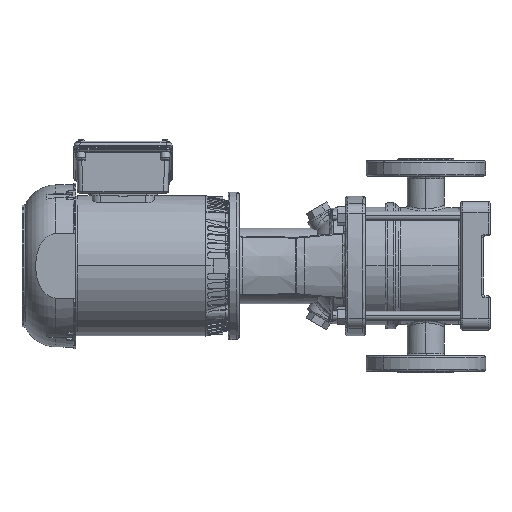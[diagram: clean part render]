
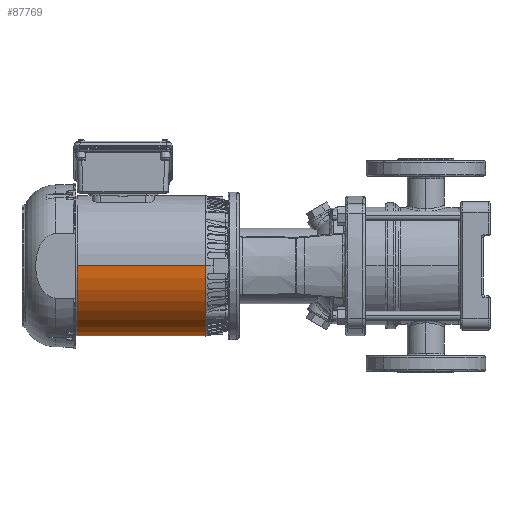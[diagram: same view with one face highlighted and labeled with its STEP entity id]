
A CAD part, left-side view. The second image highlights one B-rep face of the part: STEP entity #87769.
In plain terms, the highlighted cylindrical face has radius 81.875 mm (diameter 163.75 mm), a partial arc.
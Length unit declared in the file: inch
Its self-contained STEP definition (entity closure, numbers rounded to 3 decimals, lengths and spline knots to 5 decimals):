
#5288 = CIRCLE ( 'NONE', #76971, 3.22343 ) ;
#5363 = VECTOR ( 'NONE', #49888, 39.37008 ) ;
#6272 = EDGE_CURVE ( 'NONE', #28272, #75100, #5288, .T. ) ;
#8160 = CYLINDRICAL_SURFACE ( 'NONE', #54721, 3.22343 ) ;
#8592 = DIRECTION ( 'NONE',  ( 0., 1., 0. ) ) ;
#8805 = ORIENTED_EDGE ( 'NONE', *, *, #6272, .T. ) ;
#9572 = VERTEX_POINT ( 'NONE', #26979 ) ;
#12526 = DIRECTION ( 'NONE',  ( -1., 0., 0. ) ) ;
#16481 = LINE ( 'NONE', #50985, #5363 ) ;
#18238 = EDGE_CURVE ( 'NONE', #9572, #24589, #69077, .T. ) ;
#23529 = AXIS2_PLACEMENT_3D ( 'NONE', #68277, #83583, #8592 ) ;
#24589 = VERTEX_POINT ( 'NONE', #28987 ) ;
#25342 = DIRECTION ( 'NONE',  ( 1., 0., 0. ) ) ;
#26186 = CARTESIAN_POINT ( 'NONE',  ( -3.46566, -3.18987, 0. ) ) ;
#26965 = EDGE_CURVE ( 'NONE', #28272, #24589, #16481, .T. ) ;
#26979 = CARTESIAN_POINT ( 'NONE',  ( 2.43986, 0.03355, -3.22343 ) ) ;
#28272 = VERTEX_POINT ( 'NONE', #26186 ) ;
#28987 = CARTESIAN_POINT ( 'NONE',  ( 2.43986, -3.18987, 0. ) ) ;
#31725 = CARTESIAN_POINT ( 'NONE',  ( 23.27349, 0.03355, 0. ) ) ;
#45865 = CARTESIAN_POINT ( 'NONE',  ( -3.46566, 0.03355, -3.22343 ) ) ;
#47294 = EDGE_LOOP ( 'NONE', ( #52621, #85384, #64844, #8805 ) ) ;
#49888 = DIRECTION ( 'NONE',  ( 1., 0., 0. ) ) ;
#50985 = CARTESIAN_POINT ( 'NONE',  ( 23.27349, -3.18987, 0. ) ) ;
#52621 = ORIENTED_EDGE ( 'NONE', *, *, #98731, .F. ) ;
#54159 = LINE ( 'NONE', #87526, #65849 ) ;
#54721 = AXIS2_PLACEMENT_3D ( 'NONE', #31725, #98535, #74949 ) ;
#64844 = ORIENTED_EDGE ( 'NONE', *, *, #26965, .F. ) ;
#65849 = VECTOR ( 'NONE', #12526, 39.37008 ) ;
#68277 = CARTESIAN_POINT ( 'NONE',  ( 2.43986, 0.03355, 0. ) ) ;
#69077 = CIRCLE ( 'NONE', #23529, 3.22343 ) ;
#74949 = DIRECTION ( 'NONE',  ( 0., 0., 1. ) ) ;
#75100 = VERTEX_POINT ( 'NONE', #45865 ) ;
#76971 = AXIS2_PLACEMENT_3D ( 'NONE', #77904, #25342, #100388 ) ;
#77904 = CARTESIAN_POINT ( 'NONE',  ( -3.46566, 0.03355, 0. ) ) ;
#83583 = DIRECTION ( 'NONE',  ( -1., 0., 0. ) ) ;
#85384 = ORIENTED_EDGE ( 'NONE', *, *, #18238, .T. ) ;
#87526 = CARTESIAN_POINT ( 'NONE',  ( 23.27349, 0.03355, -3.22343 ) ) ;
#87769 = ADVANCED_FACE ( 'NONE', ( #106742 ), #8160, .T. ) ;
#98535 = DIRECTION ( 'NONE',  ( -1., 0., 0. ) ) ;
#98731 = EDGE_CURVE ( 'NONE', #9572, #75100, #54159, .T. ) ;
#100388 = DIRECTION ( 'NONE',  ( 0., -1., 0. ) ) ;
#106742 = FACE_OUTER_BOUND ( 'NONE', #47294, .T. ) ;
